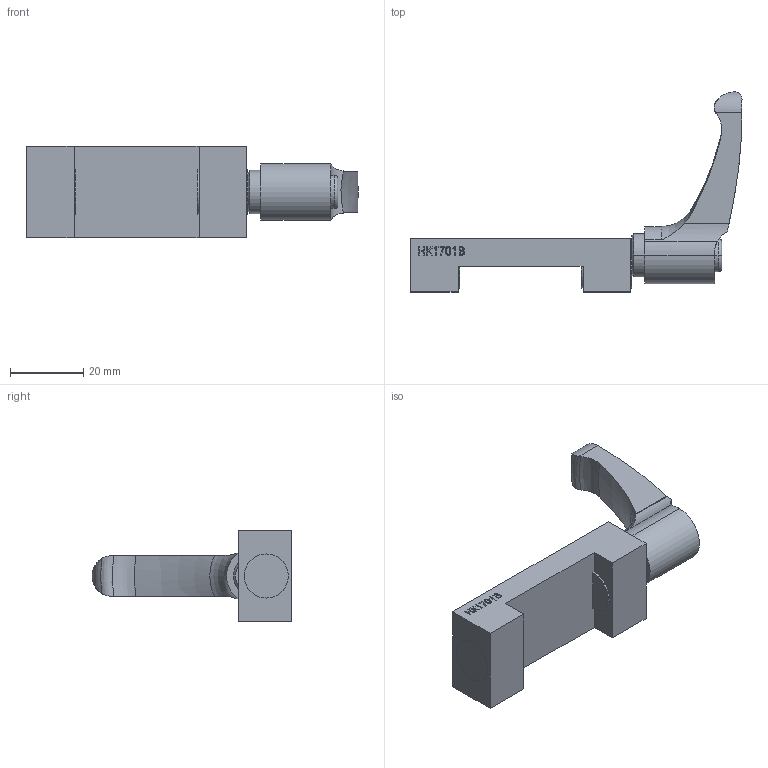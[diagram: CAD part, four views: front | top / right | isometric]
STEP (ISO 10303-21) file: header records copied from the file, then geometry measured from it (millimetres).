
FILE_DESCRIPTION(('HOOPS Exchange Step'),'2;1');
FILE_NAME('export-909A5E14-1012-4CAF-851E-C25DB7802C97.stp','2024-08-10T14:47:32+02:00',('Engineering'),('Alibre'),'HOOPS Exchange 2023.0','Alibre','Unknown authorisation');
FILE_SCHEMA( ('AP242_MANAGED_MODEL_BASED_3D_ENGINEERING_MIM_LF {1 0 10303 442 1 1 4 }') );
Length unit declared in the file: millimetre
Products named in the file (3): 6910-1 HK1701B - Wide - Manual Clamping Element - CLAMP; 6910-2 HK1701B - Wide - Manual Clamping Elemen -Klemmhebel GN 604-44-M4-SG; 6910 HK1701B - Wide - Manual Clamping Element
Assembly tree (2 placements, depth 2):
  6910 HK1701B - Wide - Manual Clamping Element
    6910-1 HK1701B - Wide - Manual Clamping Element - CLAMP
    6910-2 HK1701B - Wide - Manual Clamping Elemen -Klemmhebel GN 604-44-M4-SG
Bounding box: 90.38 x 54.44 x 25 mm (x, y, z)
Volume: 7353.4 mm3; surface area: 8602.9 mm2
Topology: 1 solids, 178 shells, 238 faces, 1122 edges, 1052 vertices
Faces by surface type: cylinder 113, plane 101, cone 14, torus 10
Entity records: 12079 total; most frequent: CARTESIAN_POINT 2600, DIRECTION 1996, ORIENTED_EDGE 1262, EDGE_CURVE 1118, VERTEX_POINT 1052, AXIS2_PLACEMENT_3D 668, VECTOR 660, LINE 660
